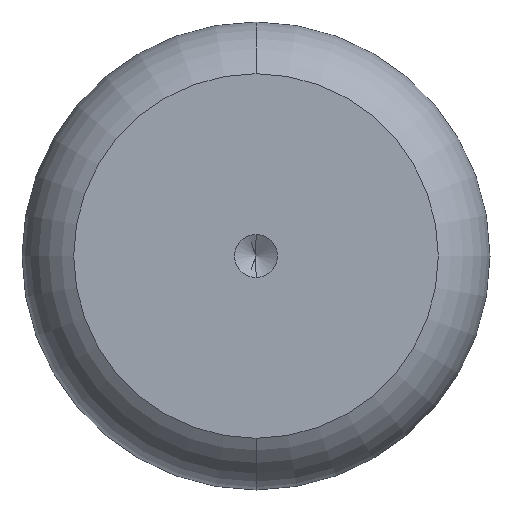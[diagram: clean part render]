
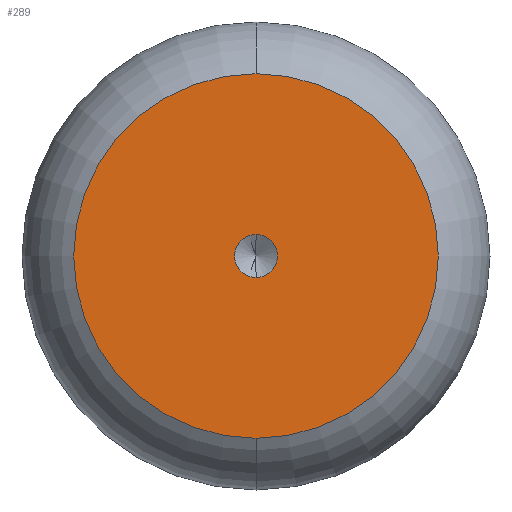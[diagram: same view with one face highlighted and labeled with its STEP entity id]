
A CAD part, front view. The second image highlights one B-rep face of the part: STEP entity #289.
In plain terms, the highlighted planar face has unit normal (0, -1, 0).
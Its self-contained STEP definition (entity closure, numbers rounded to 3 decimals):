
#2 = DIRECTION ( 'NONE',  ( 0., -1., 0. ) ) ;
#4 = DIRECTION ( 'NONE',  ( 0., -1., 0. ) ) ;
#44 = ORIENTED_EDGE ( 'NONE', *, *, #65, .F. ) ;
#52 = CIRCLE ( 'NONE', #225, 14. ) ;
#65 = EDGE_CURVE ( 'NONE', #553, #344, #77, .T. ) ;
#66 = ORIENTED_EDGE ( 'NONE', *, *, #324, .F. ) ;
#77 = CIRCLE ( 'NONE', #358, 1.65 ) ;
#90 = DIRECTION ( 'NONE',  ( 0., -1., 0. ) ) ;
#96 = DIRECTION ( 'NONE',  ( 0., 0., -1. ) ) ;
#138 = CARTESIAN_POINT ( 'NONE',  ( 0., 0., 1.65 ) ) ;
#144 = EDGE_CURVE ( 'NONE', #196, #453, #52, .T. ) ;
#189 = DIRECTION ( 'NONE',  ( 0., 0., -1. ) ) ;
#196 = VERTEX_POINT ( 'NONE', #336 ) ;
#216 = DIRECTION ( 'NONE',  ( 0., -1., 0. ) ) ;
#222 = DIRECTION ( 'NONE',  ( 0., 0., -1. ) ) ;
#223 = CARTESIAN_POINT ( 'NONE',  ( 0., 0., -14. ) ) ;
#225 = AXIS2_PLACEMENT_3D ( 'NONE', #346, #216, #356 ) ;
#239 = FACE_OUTER_BOUND ( 'NONE', #599, .T. ) ;
#242 = DIRECTION ( 'NONE',  ( 0., 0., -1. ) ) ;
#259 = CIRCLE ( 'NONE', #368, 1.65 ) ;
#262 = CARTESIAN_POINT ( 'NONE',  ( 0., 0., 0. ) ) ;
#288 = FACE_BOUND ( 'NONE', #594, .T. ) ;
#289 = ADVANCED_FACE ( 'NONE', ( #288, #239 ), #580, .T. ) ;
#303 = ORIENTED_EDGE ( 'NONE', *, *, #144, .T. ) ;
#306 = CARTESIAN_POINT ( 'NONE',  ( 0., 0., -1.65 ) ) ;
#324 = EDGE_CURVE ( 'NONE', #344, #553, #259, .T. ) ;
#336 = CARTESIAN_POINT ( 'NONE',  ( 0., 0., 14. ) ) ;
#340 = ORIENTED_EDGE ( 'NONE', *, *, #629, .T. ) ;
#344 = VERTEX_POINT ( 'NONE', #306 ) ;
#346 = CARTESIAN_POINT ( 'NONE',  ( 0., 0., 0. ) ) ;
#356 = DIRECTION ( 'NONE',  ( 0., 0., -1. ) ) ;
#358 = AXIS2_PLACEMENT_3D ( 'NONE', #262, #4, #222 ) ;
#368 = AXIS2_PLACEMENT_3D ( 'NONE', #380, #622, #96 ) ;
#380 = CARTESIAN_POINT ( 'NONE',  ( 0., 0., 0. ) ) ;
#447 = AXIS2_PLACEMENT_3D ( 'NONE', #532, #90, #189 ) ;
#453 = VERTEX_POINT ( 'NONE', #223 ) ;
#490 = CIRCLE ( 'NONE', #534, 14. ) ;
#526 = CARTESIAN_POINT ( 'NONE',  ( 0., 0., 0. ) ) ;
#532 = CARTESIAN_POINT ( 'NONE',  ( 0., 0., 0. ) ) ;
#534 = AXIS2_PLACEMENT_3D ( 'NONE', #526, #2, #242 ) ;
#553 = VERTEX_POINT ( 'NONE', #138 ) ;
#580 = PLANE ( 'NONE',  #447 ) ;
#594 = EDGE_LOOP ( 'NONE', ( #66, #44 ) ) ;
#599 = EDGE_LOOP ( 'NONE', ( #340, #303 ) ) ;
#622 = DIRECTION ( 'NONE',  ( 0., -1., 0. ) ) ;
#629 = EDGE_CURVE ( 'NONE', #453, #196, #490, .T. ) ;
